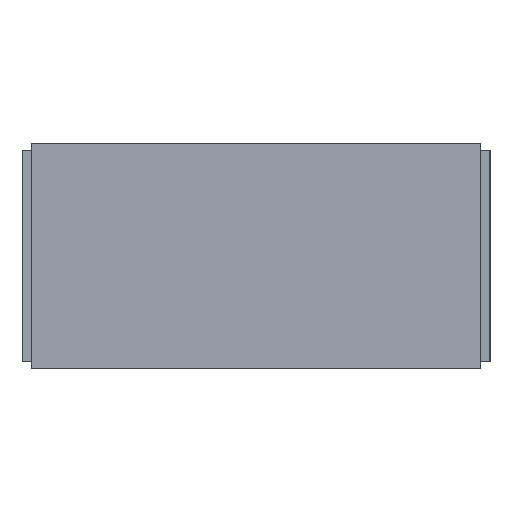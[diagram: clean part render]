
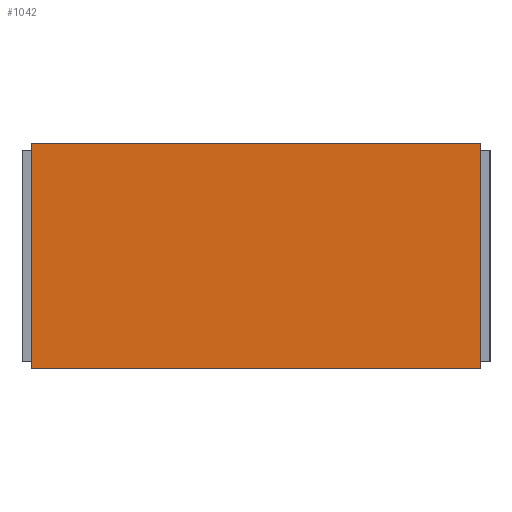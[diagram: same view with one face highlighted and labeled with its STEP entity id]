
A CAD part, left-side view. The second image highlights one B-rep face of the part: STEP entity #1042.
In plain terms, the highlighted planar face has unit normal (-1, 0, 0).
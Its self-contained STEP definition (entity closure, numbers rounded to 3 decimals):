
#957=CARTESIAN_POINT('',(-1.727,-0.889,0.889));
#956=VERTEX_POINT('',#957);
#975=CARTESIAN_POINT('',(-1.727,0.889,0.889));
#974=VERTEX_POINT('',#975);
#983=EDGE_CURVE('',#956,#974,#988,.T.);
#988=LINE('',#957,#990);
#990=VECTOR('',#991,1.778);
#991=DIRECTION('',(0.0,1.0,0.0));
#1042=ADVANCED_FACE('',(#1048),#1043,.T.);
#1043=PLANE('',#1044);
#1044=AXIS2_PLACEMENT_3D('',#1045,#1046,#1047);
#1045=CARTESIAN_POINT('',(-1.727,0.889,0.0));
#1046=DIRECTION('',(-1.0,0.0,0.0));
#1047=DIRECTION('',(0.,0.,1.));
#1048=FACE_OUTER_BOUND('',#1049,.T.);
#1049=EDGE_LOOP('',(#1050,#1060,#1070,#1080));
#1053=CARTESIAN_POINT('',(-1.727,-0.889,0.0));
#1052=VERTEX_POINT('',#1053);
#1055=CARTESIAN_POINT('',(-1.727,0.889,0.0));
#1054=VERTEX_POINT('',#1055);
#1051=EDGE_CURVE('',#1052,#1054,#1056,.T.);
#1056=LINE('',#1053,#1058);
#1058=VECTOR('',#1059,1.778);
#1059=DIRECTION('',(0.0,1.0,0.0));
#1050=ORIENTED_EDGE('',*,*,#1051,.F.);
#1061=EDGE_CURVE('',#956,#1052,#1066,.T.);
#1066=LINE('',#957,#1068);
#1068=VECTOR('',#1069,0.889);
#1069=DIRECTION('',(0.0,0.0,-1.0));
#1060=ORIENTED_EDGE('',*,*,#1061,.F.);
#1070=ORIENTED_EDGE('',*,*,#983,.T.);
#1081=EDGE_CURVE('',#1054,#974,#1086,.T.);
#1086=LINE('',#1055,#1088);
#1088=VECTOR('',#1089,0.889);
#1089=DIRECTION('',(0.0,0.0,1.0));
#1080=ORIENTED_EDGE('',*,*,#1081,.F.);
